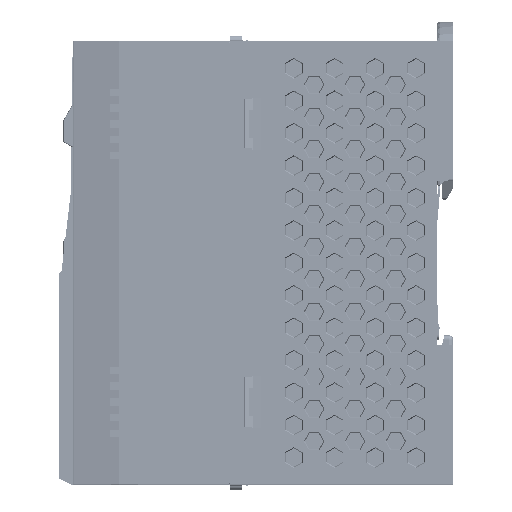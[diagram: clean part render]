
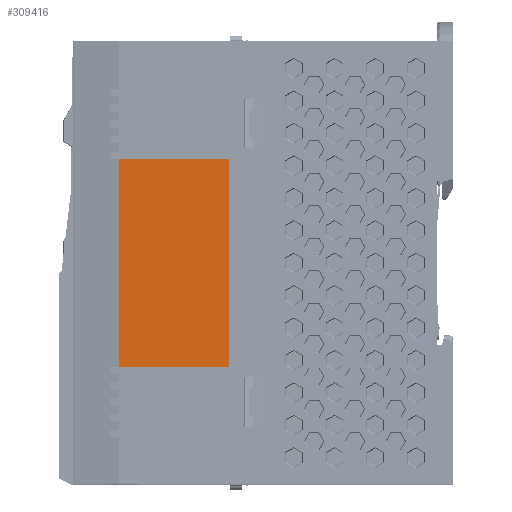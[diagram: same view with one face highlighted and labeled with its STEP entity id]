
A CAD part, left-side view. The second image highlights one B-rep face of the part: STEP entity #309416.
In plain terms, the highlighted planar face has unit normal (-1, 0, 0).
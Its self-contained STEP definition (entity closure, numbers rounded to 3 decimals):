
#6550=DIRECTION('',(0.,0.,-1.));
#6551=VECTOR('',#6550,44.8);
#6552=CARTESIAN_POINT('',(-94.,68.7,22.4));
#6553=LINE('',#6552,#6551);
#96869=DIRECTION('',(0.,-1.,0.));
#96870=VECTOR('',#96869,23.7);
#96871=CARTESIAN_POINT('',(-94.,68.7,22.4));
#96872=LINE('',#96871,#96870);
#96873=DIRECTION('',(0.,0.,-1.));
#96874=VECTOR('',#96873,44.8);
#96875=CARTESIAN_POINT('',(-94.,45.,22.4));
#96876=LINE('',#96875,#96874);
#96877=DIRECTION('',(0.,1.,0.));
#96878=VECTOR('',#96877,23.7);
#96879=CARTESIAN_POINT('',(-94.,45.,-22.4));
#96880=LINE('',#96879,#96878);
#143209=CARTESIAN_POINT('',(-94.,68.7,22.4));
#143210=CARTESIAN_POINT('',(-94.,45.,22.4));
#143211=VERTEX_POINT('',#143209);
#143212=VERTEX_POINT('',#143210);
#143213=CARTESIAN_POINT('',(-94.,45.,-22.4));
#143214=VERTEX_POINT('',#143213);
#143215=CARTESIAN_POINT('',(-94.,68.7,-22.4));
#143216=VERTEX_POINT('',#143215);
#309405=CARTESIAN_POINT('',(-94.,44.7,-48.));
#309406=DIRECTION('',(-1.,0.,0.));
#309407=DIRECTION('',(0.,0.,1.));
#309408=AXIS2_PLACEMENT_3D('',#309405,#309406,#309407);
#309409=PLANE('',#309408);
#309410=ORIENTED_EDGE('',*,*,#306954,.T.);
#309411=ORIENTED_EDGE('',*,*,#308092,.T.);
#309412=ORIENTED_EDGE('',*,*,#308119,.T.);
#309413=ORIENTED_EDGE('',*,*,#156172,.F.);
#309414=EDGE_LOOP('',(#309410,#309411,#309412,#309413));
#309415=FACE_OUTER_BOUND('',#309414,.F.);
#309416=ADVANCED_FACE('',(#309415),#309409,.T.);
#156172=EDGE_CURVE('',#143211,#143216,#6553,.T.);
#306954=EDGE_CURVE('',#143211,#143212,#96872,.T.);
#308092=EDGE_CURVE('',#143212,#143214,#96876,.T.);
#308119=EDGE_CURVE('',#143214,#143216,#96880,.T.);
